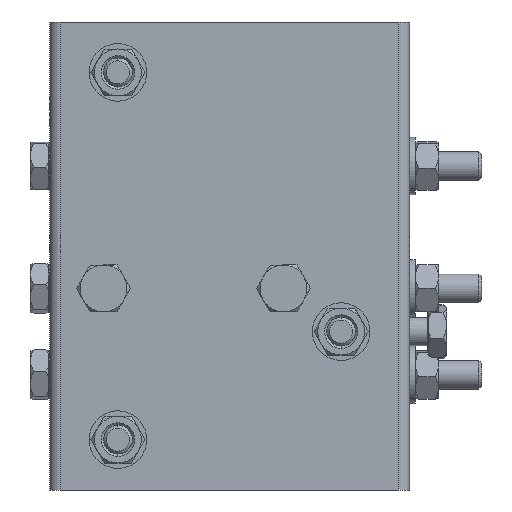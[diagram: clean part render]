
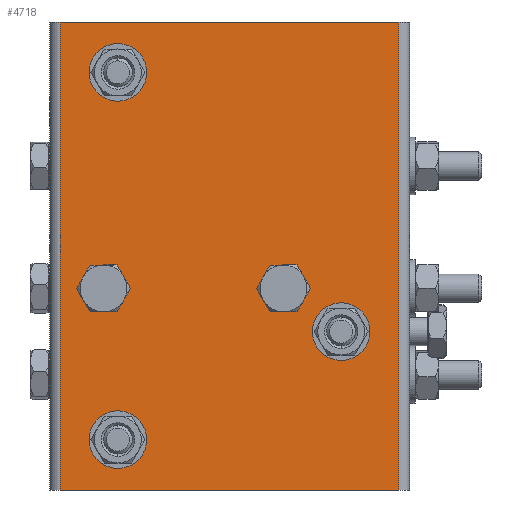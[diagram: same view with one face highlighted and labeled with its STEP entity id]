
A CAD part, left-side view. The second image highlights one B-rep face of the part: STEP entity #4718.
In plain terms, the highlighted planar face has unit normal (-1, 0, 0).
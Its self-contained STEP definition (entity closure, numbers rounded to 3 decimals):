
#60 = EDGE_CURVE ( 'NONE', #1343, #28771, #22537, .T. ) ;
#109 = EDGE_LOOP ( 'NONE', ( #3840, #22200, #798, #32116 ) ) ;
#211 = CIRCLE ( 'NONE', #30461, 5. ) ;
#492 = EDGE_CURVE ( 'NONE', #28771, #1343, #27414, .T. ) ;
#546 = VECTOR ( 'NONE', #29349, 1000. ) ;
#798 = ORIENTED_EDGE ( 'NONE', *, *, #11602, .F. ) ;
#1129 = FACE_BOUND ( 'NONE', #19755, .T. ) ;
#1343 = VERTEX_POINT ( 'NONE', #12323 ) ;
#1511 = DIRECTION ( 'NONE',  ( 1., 0., 0. ) ) ;
#1874 = CARTESIAN_POINT ( 'NONE',  ( -50., 35., 56. ) ) ;
#1928 = DIRECTION ( 'NONE',  ( 0., 0., 1. ) ) ;
#2190 = VERTEX_POINT ( 'NONE', #14117 ) ;
#3013 = LINE ( 'NONE', #29458, #546 ) ;
#3060 = DIRECTION ( 'NONE',  ( 1., 0., 0. ) ) ;
#3344 = VERTEX_POINT ( 'NONE', #17888 ) ;
#3817 = CARTESIAN_POINT ( 'NONE',  ( -50., 50., 130. ) ) ;
#3840 = ORIENTED_EDGE ( 'NONE', *, *, #27306, .T. ) ;
#4073 = DIRECTION ( 'NONE',  ( 0., 0., -1. ) ) ;
#4356 = CARTESIAN_POINT ( 'NONE',  ( -50., -15., 59.4 ) ) ;
#4495 = DIRECTION ( 'NONE',  ( 0., -1., 0. ) ) ;
#4539 = CIRCLE ( 'NONE', #6651, 4. ) ;
#4718 = ADVANCED_FACE ( 'NONE', ( #28827, #1129, #10879, #6442, #33377, #25194 ), #6529, .F. ) ;
#4736 = ORIENTED_EDGE ( 'NONE', *, *, #14656, .F. ) ;
#5654 = CIRCLE ( 'NONE', #16790, 5. ) ;
#5774 = DIRECTION ( 'NONE',  ( 0., 0., -1. ) ) ;
#5977 = CARTESIAN_POINT ( 'NONE',  ( -50., -15., 52.6 ) ) ;
#5985 = CARTESIAN_POINT ( 'NONE',  ( -50., -47., 130. ) ) ;
#6316 = LINE ( 'NONE', #3817, #18514 ) ;
#6442 = FACE_BOUND ( 'NONE', #28738, .T. ) ;
#6529 = PLANE ( 'NONE',  #19145 ) ;
#6651 = AXIS2_PLACEMENT_3D ( 'NONE', #18844, #3060, #13727 ) ;
#6760 = CARTESIAN_POINT ( 'NONE',  ( -50., 31., 116. ) ) ;
#6937 = CARTESIAN_POINT ( 'NONE',  ( -50., -31., 39. ) ) ;
#7037 = ORIENTED_EDGE ( 'NONE', *, *, #26989, .F. ) ;
#7100 = EDGE_CURVE ( 'NONE', #22613, #20787, #17590, .T. ) ;
#7454 = VERTEX_POINT ( 'NONE', #5977 ) ;
#7502 = EDGE_LOOP ( 'NONE', ( #21884, #33616 ) ) ;
#8464 = CARTESIAN_POINT ( 'NONE',  ( -50., 31., 10. ) ) ;
#8726 = AXIS2_PLACEMENT_3D ( 'NONE', #17490, #14847, #4073 ) ;
#8756 = DIRECTION ( 'NONE',  ( 0., 0., -1. ) ) ;
#9352 = EDGE_CURVE ( 'NONE', #2190, #18136, #30480, .T. ) ;
#9450 = CARTESIAN_POINT ( 'NONE',  ( -50., 50., 130. ) ) ;
#10142 = AXIS2_PLACEMENT_3D ( 'NONE', #22446, #11167, #19726 ) ;
#10255 = CIRCLE ( 'NONE', #15838, 3.4 ) ;
#10396 = EDGE_CURVE ( 'NONE', #29141, #27108, #21051, .T. ) ;
#10401 = EDGE_LOOP ( 'NONE', ( #16981, #16497 ) ) ;
#10879 = FACE_BOUND ( 'NONE', #7502, .T. ) ;
#10961 = AXIS2_PLACEMENT_3D ( 'NONE', #1874, #17363, #22567 ) ;
#11167 = DIRECTION ( 'NONE',  ( -1., 0., 0. ) ) ;
#11179 = DIRECTION ( 'NONE',  ( 0., 0., 1. ) ) ;
#11602 = EDGE_CURVE ( 'NONE', #2190, #21332, #6316, .T. ) ;
#12231 = AXIS2_PLACEMENT_3D ( 'NONE', #6760, #1511, #19584 ) ;
#12323 = CARTESIAN_POINT ( 'NONE',  ( -50., 35., 59.4 ) ) ;
#12574 = EDGE_CURVE ( 'NONE', #3344, #21332, #29095, .T. ) ;
#13727 = DIRECTION ( 'NONE',  ( 0., 0., -1. ) ) ;
#14117 = CARTESIAN_POINT ( 'NONE',  ( -50., 47., 130. ) ) ;
#14206 = CARTESIAN_POINT ( 'NONE',  ( -50., -31., 44. ) ) ;
#14331 = DIRECTION ( 'NONE',  ( 0., 1., 0. ) ) ;
#14656 = EDGE_CURVE ( 'NONE', #7454, #32591, #10255, .T. ) ;
#14847 = DIRECTION ( 'NONE',  ( 1., 0., 0. ) ) ;
#14898 = CARTESIAN_POINT ( 'NONE',  ( -50., 35., 56. ) ) ;
#15231 = CARTESIAN_POINT ( 'NONE',  ( -50., -15., 56. ) ) ;
#15233 = AXIS2_PLACEMENT_3D ( 'NONE', #29314, #16650, #26675 ) ;
#15393 = CARTESIAN_POINT ( 'NONE',  ( -50., -47., 130. ) ) ;
#15502 = CARTESIAN_POINT ( 'NONE',  ( -50., 47., 0. ) ) ;
#15689 = CARTESIAN_POINT ( 'NONE',  ( -50., 31., 112. ) ) ;
#15838 = AXIS2_PLACEMENT_3D ( 'NONE', #15231, #33315, #17546 ) ;
#15997 = DIRECTION ( 'NONE',  ( 1., 0., 0. ) ) ;
#16497 = ORIENTED_EDGE ( 'NONE', *, *, #29861, .T. ) ;
#16590 = DIRECTION ( 'NONE',  ( 1., 0., 0. ) ) ;
#16650 = DIRECTION ( 'NONE',  ( 1., 0., 0. ) ) ;
#16790 = AXIS2_PLACEMENT_3D ( 'NONE', #14206, #16590, #8756 ) ;
#16942 = ORIENTED_EDGE ( 'NONE', *, *, #492, .F. ) ;
#16981 = ORIENTED_EDGE ( 'NONE', *, *, #10396, .T. ) ;
#17363 = DIRECTION ( 'NONE',  ( -1., 0., 0. ) ) ;
#17490 = CARTESIAN_POINT ( 'NONE',  ( -50., 31., 14. ) ) ;
#17546 = DIRECTION ( 'NONE',  ( 0., 0., 1. ) ) ;
#17590 = CIRCLE ( 'NONE', #8726, 4. ) ;
#17679 = CARTESIAN_POINT ( 'NONE',  ( -50., 31., 120. ) ) ;
#17711 = CIRCLE ( 'NONE', #10142, 3.4 ) ;
#17888 = CARTESIAN_POINT ( 'NONE',  ( -50., -47., 0. ) ) ;
#18136 = VERTEX_POINT ( 'NONE', #15502 ) ;
#18514 = VECTOR ( 'NONE', #4495, 1000. ) ;
#18844 = CARTESIAN_POINT ( 'NONE',  ( -50., 31., 14. ) ) ;
#18888 = ORIENTED_EDGE ( 'NONE', *, *, #60, .F. ) ;
#19145 = AXIS2_PLACEMENT_3D ( 'NONE', #9450, #30205, #14331 ) ;
#19558 = CIRCLE ( 'NONE', #15233, 4. ) ;
#19584 = DIRECTION ( 'NONE',  ( 0., 0., -1. ) ) ;
#19686 = ORIENTED_EDGE ( 'NONE', *, *, #21848, .T. ) ;
#19726 = DIRECTION ( 'NONE',  ( 0., 0., 1. ) ) ;
#19755 = EDGE_LOOP ( 'NONE', ( #18888, #16942 ) ) ;
#19846 = DIRECTION ( 'NONE',  ( 0., 0., -1. ) ) ;
#20279 = VECTOR ( 'NONE', #19846, 1000. ) ;
#20787 = VERTEX_POINT ( 'NONE', #8464 ) ;
#21051 = CIRCLE ( 'NONE', #12231, 4. ) ;
#21332 = VERTEX_POINT ( 'NONE', #15393 ) ;
#21848 = EDGE_CURVE ( 'NONE', #20787, #22613, #4539, .T. ) ;
#21884 = ORIENTED_EDGE ( 'NONE', *, *, #23285, .T. ) ;
#22200 = ORIENTED_EDGE ( 'NONE', *, *, #12574, .T. ) ;
#22446 = CARTESIAN_POINT ( 'NONE',  ( -50., -15., 56. ) ) ;
#22537 = CIRCLE ( 'NONE', #10961, 3.4 ) ;
#22567 = DIRECTION ( 'NONE',  ( 0., 0., 1. ) ) ;
#22613 = VERTEX_POINT ( 'NONE', #23660 ) ;
#22809 = CARTESIAN_POINT ( 'NONE',  ( -50., 35., 52.6 ) ) ;
#23285 = EDGE_CURVE ( 'NONE', #25815, #29133, #5654, .T. ) ;
#23550 = CARTESIAN_POINT ( 'NONE',  ( -50., -31., 49. ) ) ;
#23640 = AXIS2_PLACEMENT_3D ( 'NONE', #14898, #30076, #1928 ) ;
#23660 = CARTESIAN_POINT ( 'NONE',  ( -50., 31., 18. ) ) ;
#24216 = VECTOR ( 'NONE', #11179, 1000. ) ;
#25194 = FACE_OUTER_BOUND ( 'NONE', #109, .T. ) ;
#25815 = VERTEX_POINT ( 'NONE', #6937 ) ;
#25964 = ORIENTED_EDGE ( 'NONE', *, *, #7100, .T. ) ;
#26519 = EDGE_CURVE ( 'NONE', #29133, #25815, #211, .T. ) ;
#26675 = DIRECTION ( 'NONE',  ( 0., 0., -1. ) ) ;
#26989 = EDGE_CURVE ( 'NONE', #32591, #7454, #17711, .T. ) ;
#27108 = VERTEX_POINT ( 'NONE', #17679 ) ;
#27236 = EDGE_LOOP ( 'NONE', ( #7037, #4736 ) ) ;
#27306 = EDGE_CURVE ( 'NONE', #18136, #3344, #3013, .T. ) ;
#27414 = CIRCLE ( 'NONE', #23640, 3.4 ) ;
#28738 = EDGE_LOOP ( 'NONE', ( #19686, #25964 ) ) ;
#28771 = VERTEX_POINT ( 'NONE', #22809 ) ;
#28827 = FACE_BOUND ( 'NONE', #27236, .T. ) ;
#29095 = LINE ( 'NONE', #5985, #24216 ) ;
#29133 = VERTEX_POINT ( 'NONE', #23550 ) ;
#29141 = VERTEX_POINT ( 'NONE', #15689 ) ;
#29314 = CARTESIAN_POINT ( 'NONE',  ( -50., 31., 116. ) ) ;
#29349 = DIRECTION ( 'NONE',  ( 0., -1., 0. ) ) ;
#29458 = CARTESIAN_POINT ( 'NONE',  ( -50., 50., 0. ) ) ;
#29653 = CARTESIAN_POINT ( 'NONE',  ( -50., 47., 130. ) ) ;
#29861 = EDGE_CURVE ( 'NONE', #27108, #29141, #19558, .T. ) ;
#30076 = DIRECTION ( 'NONE',  ( -1., 0., 0. ) ) ;
#30205 = DIRECTION ( 'NONE',  ( 1., 0., 0. ) ) ;
#30461 = AXIS2_PLACEMENT_3D ( 'NONE', #31642, #15997, #5774 ) ;
#30480 = LINE ( 'NONE', #29653, #20279 ) ;
#31642 = CARTESIAN_POINT ( 'NONE',  ( -50., -31., 44. ) ) ;
#32116 = ORIENTED_EDGE ( 'NONE', *, *, #9352, .T. ) ;
#32591 = VERTEX_POINT ( 'NONE', #4356 ) ;
#33315 = DIRECTION ( 'NONE',  ( -1., 0., 0. ) ) ;
#33377 = FACE_BOUND ( 'NONE', #10401, .T. ) ;
#33616 = ORIENTED_EDGE ( 'NONE', *, *, #26519, .T. ) ;
